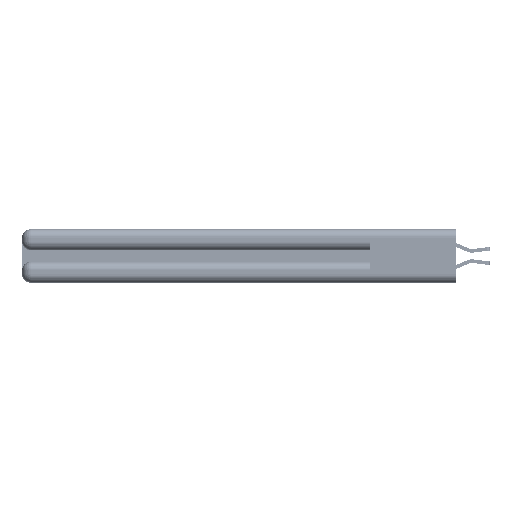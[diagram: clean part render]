
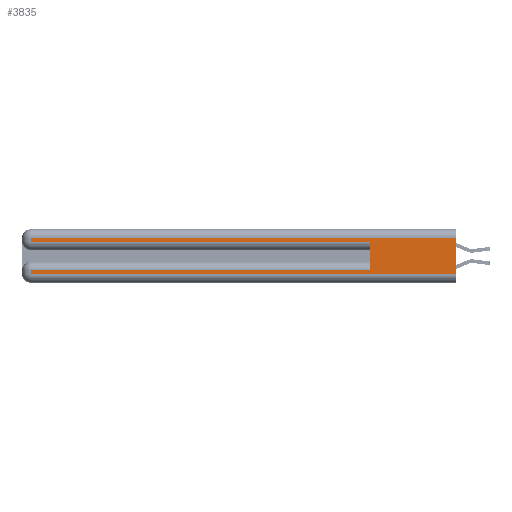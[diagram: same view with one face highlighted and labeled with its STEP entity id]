
A CAD part, left-side view. The second image highlights one B-rep face of the part: STEP entity #3835.
In plain terms, the highlighted planar face has unit normal (-1, 0, 0).
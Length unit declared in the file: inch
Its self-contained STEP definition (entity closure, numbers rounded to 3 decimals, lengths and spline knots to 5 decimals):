
#331 = LINE ( 'NONE', #22508, #2369 ) ;
#2369 = VECTOR ( 'NONE', #16416, 39.37008 ) ;
#2482 = LINE ( 'NONE', #15816, #20087 ) ;
#3054 = VERTEX_POINT ( 'NONE', #23269 ) ;
#3523 = VERTEX_POINT ( 'NONE', #22112 ) ;
#3835 = ADVANCED_FACE ( 'NONE', ( #15594 ), #29935, .F. ) ;
#3928 = DIRECTION ( 'NONE',  ( 0., 1., 0. ) ) ;
#4554 = ORIENTED_EDGE ( 'NONE', *, *, #9421, .F. ) ;
#4587 = VERTEX_POINT ( 'NONE', #31288 ) ;
#6191 = CARTESIAN_POINT ( 'NONE',  ( 0., 0., 0.31 ) ) ;
#7021 = DIRECTION ( 'NONE',  ( 0., 0., -1. ) ) ;
#7045 = VERTEX_POINT ( 'NONE', #17510 ) ;
#8123 = EDGE_CURVE ( 'NONE', #13431, #25590, #40901, .T. ) ;
#8443 = LINE ( 'NONE', #22958, #12960 ) ;
#9421 = EDGE_CURVE ( 'NONE', #17895, #20323, #2482, .T. ) ;
#10011 = ORIENTED_EDGE ( 'NONE', *, *, #35068, .F. ) ;
#10440 = LINE ( 'NONE', #13471, #37132 ) ;
#10524 = CARTESIAN_POINT ( 'NONE',  ( 0., 2.94, 0.37 ) ) ;
#10695 = EDGE_CURVE ( 'NONE', #7045, #3523, #331, .T. ) ;
#11991 = LINE ( 'NONE', #13409, #32163 ) ;
#12199 = EDGE_CURVE ( 'NONE', #17895, #13431, #10440, .T. ) ;
#12960 = VECTOR ( 'NONE', #19997, 39.37008 ) ;
#13409 = CARTESIAN_POINT ( 'NONE',  ( 0., 0., 0.37 ) ) ;
#13431 = VERTEX_POINT ( 'NONE', #26896 ) ;
#13471 = CARTESIAN_POINT ( 'NONE',  ( 0., 0., 0.085 ) ) ;
#13552 = DIRECTION ( 'NONE',  ( 0., 0., -1. ) ) ;
#13740 = DIRECTION ( 'NONE',  ( 0., 0., -1. ) ) ;
#14475 = ORIENTED_EDGE ( 'NONE', *, *, #10695, .T. ) ;
#14568 = CARTESIAN_POINT ( 'NONE',  ( 0., 0.6, 0.285 ) ) ;
#15594 = FACE_OUTER_BOUND ( 'NONE', #28815, .T. ) ;
#15816 = CARTESIAN_POINT ( 'NONE',  ( 0., 0.6, 0.145 ) ) ;
#16416 = DIRECTION ( 'NONE',  ( 0., 0., -1. ) ) ;
#16630 = ORIENTED_EDGE ( 'NONE', *, *, #16908, .T. ) ;
#16908 = EDGE_CURVE ( 'NONE', #3523, #20323, #8443, .T. ) ;
#17417 = LINE ( 'NONE', #23963, #35024 ) ;
#17510 = CARTESIAN_POINT ( 'NONE',  ( 0., 2.94, 0.31 ) ) ;
#17895 = VERTEX_POINT ( 'NONE', #34257 ) ;
#18198 = ORIENTED_EDGE ( 'NONE', *, *, #8123, .T. ) ;
#18845 = DIRECTION ( 'NONE',  ( 0., 1., 0. ) ) ;
#19721 = EDGE_CURVE ( 'NONE', #25590, #3054, #17417, .T. ) ;
#19997 = DIRECTION ( 'NONE',  ( 0., -1., 0. ) ) ;
#20087 = VECTOR ( 'NONE', #35241, 39.37008 ) ;
#20323 = VERTEX_POINT ( 'NONE', #14568 ) ;
#20380 = CARTESIAN_POINT ( 'NONE',  ( 0., 0., 0.37 ) ) ;
#21522 = CARTESIAN_POINT ( 'NONE',  ( 0., 2.94, 0.06 ) ) ;
#22112 = CARTESIAN_POINT ( 'NONE',  ( 0., 2.94, 0.285 ) ) ;
#22508 = CARTESIAN_POINT ( 'NONE',  ( 0., 2.94, 0.37 ) ) ;
#22958 = CARTESIAN_POINT ( 'NONE',  ( 0., 0., 0.285 ) ) ;
#23269 = CARTESIAN_POINT ( 'NONE',  ( 0., 0., 0.06 ) ) ;
#23963 = CARTESIAN_POINT ( 'NONE',  ( 0., 0., 0.06 ) ) ;
#25266 = VECTOR ( 'NONE', #7021, 39.37008 ) ;
#25590 = VERTEX_POINT ( 'NONE', #21522 ) ;
#25653 = ORIENTED_EDGE ( 'NONE', *, *, #32801, .T. ) ;
#26896 = CARTESIAN_POINT ( 'NONE',  ( 0., 2.94, 0.085 ) ) ;
#28815 = EDGE_LOOP ( 'NONE', ( #10011, #25653, #14475, #16630, #4554, #36125, #18198, #31555 ) ) ;
#29935 = PLANE ( 'NONE',  #40964 ) ;
#31288 = CARTESIAN_POINT ( 'NONE',  ( 0., 0., 0.31 ) ) ;
#31555 = ORIENTED_EDGE ( 'NONE', *, *, #19721, .T. ) ;
#31784 = VECTOR ( 'NONE', #18845, 39.37008 ) ;
#32163 = VECTOR ( 'NONE', #13552, 39.37008 ) ;
#32801 = EDGE_CURVE ( 'NONE', #4587, #7045, #40368, .T. ) ;
#33185 = DIRECTION ( 'NONE',  ( 1., 0., 0. ) ) ;
#34257 = CARTESIAN_POINT ( 'NONE',  ( 0., 0.6, 0.085 ) ) ;
#35024 = VECTOR ( 'NONE', #37030, 39.37008 ) ;
#35068 = EDGE_CURVE ( 'NONE', #4587, #3054, #11991, .T. ) ;
#35241 = DIRECTION ( 'NONE',  ( 0., 0., 1. ) ) ;
#36125 = ORIENTED_EDGE ( 'NONE', *, *, #12199, .T. ) ;
#37030 = DIRECTION ( 'NONE',  ( 0., -1., 0. ) ) ;
#37132 = VECTOR ( 'NONE', #3928, 39.37008 ) ;
#40368 = LINE ( 'NONE', #6191, #31784 ) ;
#40901 = LINE ( 'NONE', #10524, #25266 ) ;
#40964 = AXIS2_PLACEMENT_3D ( 'NONE', #20380, #33185, #13740 ) ;
